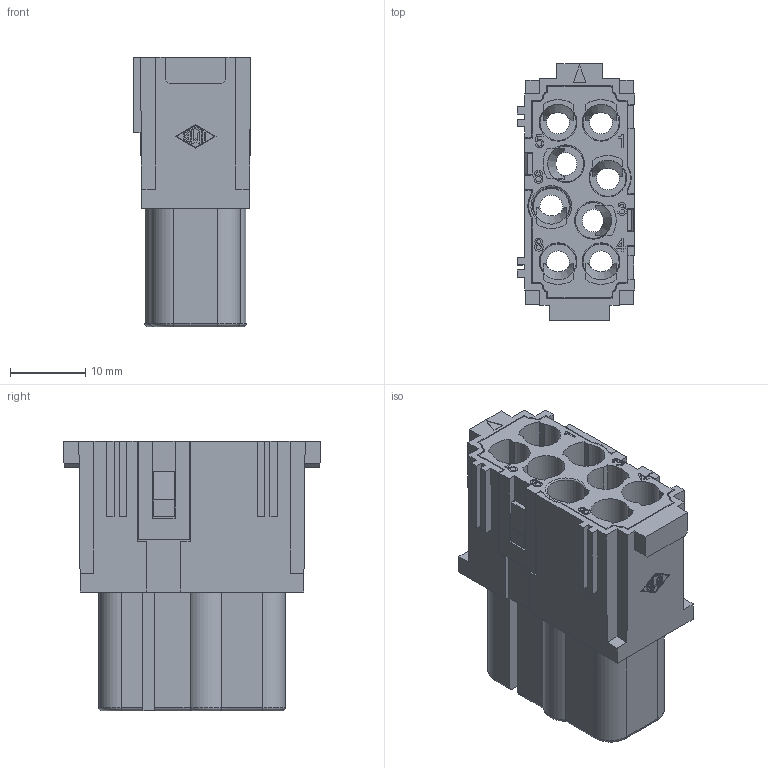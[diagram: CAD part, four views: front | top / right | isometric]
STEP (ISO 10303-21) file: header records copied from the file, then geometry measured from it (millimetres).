
FILE_DESCRIPTION(('Creo Elements/Direct Modeling STEP Export'),'2;1');
FILE_NAME('CX 08 CF.stp','2012-07-06T11:39:16',(''),(''),'Creo Elements/Direct Modeling STEP processor for AP214 (Solid Model)','Creo Elements/Direct Modeling 17.0D 15-Jul-2011 (C) Parametric Technology GmbH','');
FILE_SCHEMA(('AUTOMOTIVE_DESIGN { 1 0 10303 214 1 1 1 1 }'));
Length unit declared in the file: millimetre
Products named in the file (2): CX_08_CF
Assembly tree (1 placements, depth 2):
  CX_08_CF
    CX_08_CF
Bounding box: 15.55 x 34 x 35.75 mm (x, y, z)
Volume: 7764.9 mm3; surface area: 9082.6 mm2
Topology: 1 solids, 1 shells, 952 faces, 2674 edges, 1775 vertices
Faces by surface type: plane 785, cylinder 143, extrusion 9, cone 8, torus 7
Entity records: 35540 total; most frequent: CARTESIAN_POINT 7700, ORIENTED_EDGE 5348, DIRECTION 4577, EDGE_CURVE 2674, VECTOR 2269, LINE 2260, VERTEX_POINT 1775, AXIS2_PLACEMENT_3D 1154
